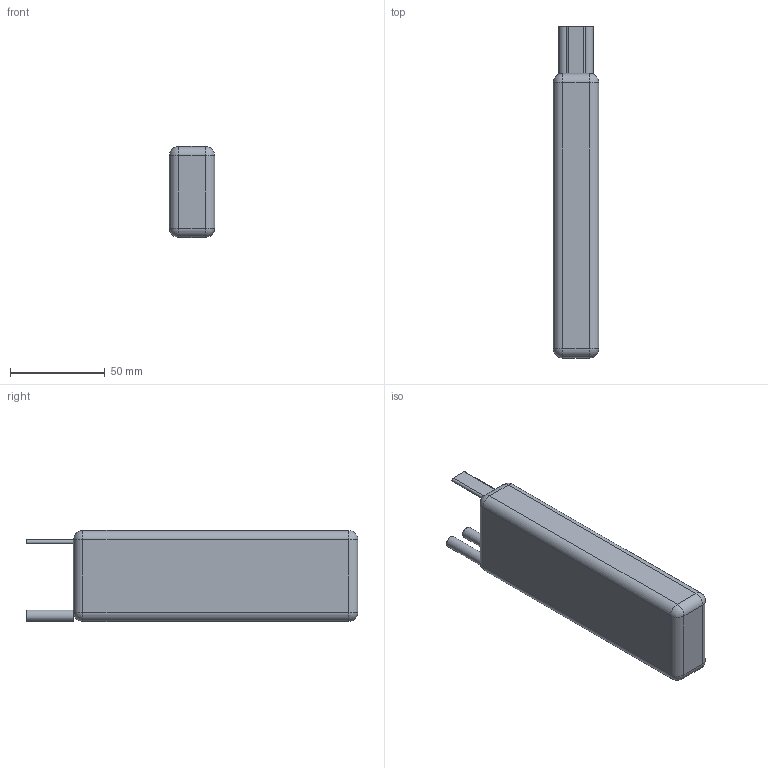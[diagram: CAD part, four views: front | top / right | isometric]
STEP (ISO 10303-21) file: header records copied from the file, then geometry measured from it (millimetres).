
FILE_DESCRIPTION(/* description */ ('STEP AP214'),/* implementation_level */ '2;1');
FILE_NAME(/* name */ '613a1d5dfd96905b97663a30',/* time_stamp */ '2021-09-09T14:42:38+00:00',/* author */ (''),/* organization */ (''),/* preprocessor_version */ 'ST-DEVELOPER v18.1',/* originating_system */ ' ',/* authorisation */ ' ');
FILE_SCHEMA (('AUTOMOTIVE_DESIGN {1 0 10303 214 3 1 1}'));
Length unit declared in the file: metre
Products named in the file (1): battery
Bounding box: 24 x 175 x 48 mm (x, y, z)
Volume: 170095.5 mm3; surface area: 23572.7 mm2
Topology: 1 solids, 1 shells, 37 faces, 83 edges, 40 vertices
Faces by surface type: cylinder 16, plane 13, sphere 8
Full cylindrical faces by diameter (mm): 6 x2
Entity records: 945 total; most frequent: DIRECTION 181, CARTESIAN_POINT 147, ORIENTED_EDGE 142, AXIS2_PLACEMENT_3D 72, EDGE_CURVE 71, EDGE_LOOP 39, FACE_BOUND 39, VERTEX_POINT 38
